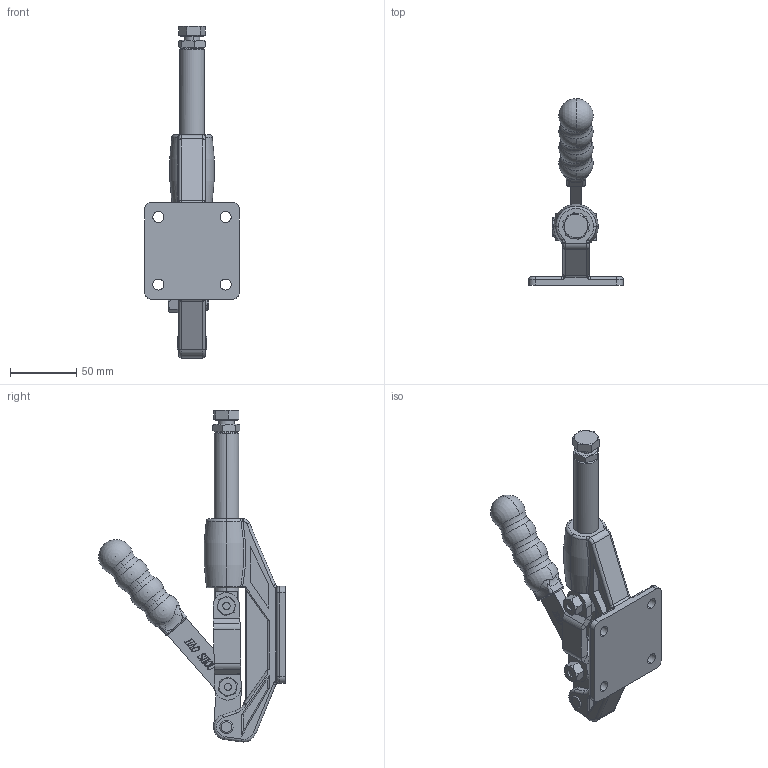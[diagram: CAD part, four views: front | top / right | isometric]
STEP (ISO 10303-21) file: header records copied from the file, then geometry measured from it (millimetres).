
FILE_DESCRIPTION (( 'STEP AP203' ), '1' );
FILE_NAME ('HS-304-HM .STEP', '2019-09-05T12:23:57', ( '微软用户' ), ( '微软中国' ), 'SwSTEP 2.0', 'SolidWorks 2012', '' );
FILE_SCHEMA (( 'CONFIG_CONTROL_DESIGN' ));
Products named in the file (12): HS-304-HM ; 0#忒參杶; prevailing torque hex nuts2 class 9 gb_GB_HEXAGON_LOCK_TYPE5 M8-N; T倛种; 騵艦杶; 忒參; hexagon head bolts-full thread gb_GB_FASTENER_BOLT_STBAB A M12X60-C; hex thin nuts-grades ab-chamfered gb_GB_FASTENER_NUT_STNAB M12-N; 种1; 挴裝; 蟀裝; 菁釱
Assembly tree (15 placements, depth 2):
  HS-304-HM 
    菁釱
    蟀裝  x2
    挴裝
    种1
    hex thin nuts-grades ab-chamfered gb_GB_FASTENER_NUT_STNAB M12-N
    hexagon head bolts-full thread gb_GB_FASTENER_BOLT_STBAB A M12X60-C
    忒參
    騵艦杶  x2
    T倛种  x2
    prevailing torque hex nuts2 class 9 gb_GB_HEXAGON_LOCK_TYPE5 M8-N  x2
    0#忒參杶
Bounding box: 71.4 x 140.72 x 250.26 mm (x, y, z)
Volume: 223778 mm3; surface area: 82342.8 mm2
Topology: 15 solids, 15 shells, 892 faces, 2257 edges, 1420 vertices
Faces by surface type: plane 442, cylinder 166, bspline 151, cone 70, torus 55, sphere 8
Entity records: 32722 total; most frequent: CARTESIAN_POINT 12856, ORIENTED_EDGE 4082, DIRECTION 3409, EDGE_CURVE 2041, VERTEX_POINT 1299, LINE 1237, VECTOR 1237, AXIS2_PLACEMENT_3D 1086
